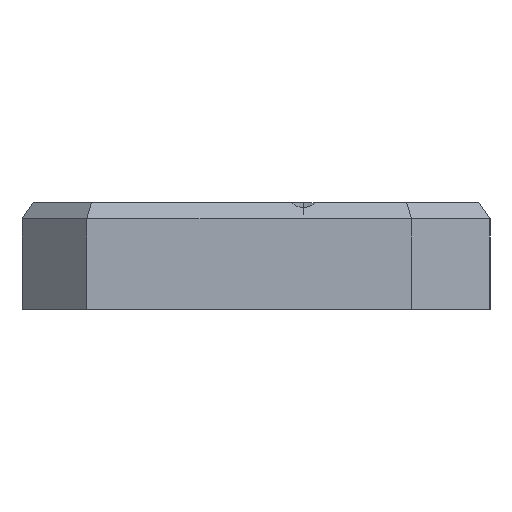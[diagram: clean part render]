
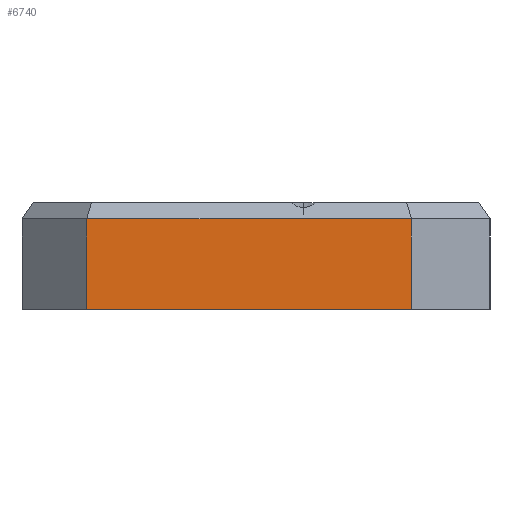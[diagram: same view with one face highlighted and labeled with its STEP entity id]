
A CAD part, left-side view. The second image highlights one B-rep face of the part: STEP entity #6740.
In plain terms, the highlighted planar face has unit normal (-1, 0, 0).
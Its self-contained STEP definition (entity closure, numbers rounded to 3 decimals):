
#5 = VECTOR ( 'NONE', #10066, 1000. ) ;
#1000 = EDGE_CURVE ( 'NONE', #14391, #12972, #2349, .T. ) ;
#1109 = VECTOR ( 'NONE', #6240, 1000. ) ;
#1686 = VECTOR ( 'NONE', #13360, 1000. ) ;
#2349 = LINE ( 'NONE', #5209, #5 ) ;
#3067 = DIRECTION ( 'NONE',  ( 1., 0., 0. ) ) ;
#4147 = EDGE_CURVE ( 'NONE', #14391, #6629, #13763, .T. ) ;
#4604 = PLANE ( 'NONE',  #10246 ) ;
#5209 = CARTESIAN_POINT ( 'NONE',  ( -134.597, 22.128, 186.569 ) ) ;
#5868 = EDGE_CURVE ( 'NONE', #6629, #13600, #20034, .T. ) ;
#6240 = DIRECTION ( 'NONE',  ( 0., 0., -1. ) ) ;
#6629 = VERTEX_POINT ( 'NONE', #9257 ) ;
#6740 = ADVANCED_FACE ( 'NONE', ( #18498 ), #4604, .F. ) ;
#6914 = ORIENTED_EDGE ( 'NONE', *, *, #1000, .F. ) ;
#7365 = CARTESIAN_POINT ( 'NONE',  ( -134.597, 22.128, 5.15 ) ) ;
#7550 = ORIENTED_EDGE ( 'NONE', *, *, #4147, .T. ) ;
#8434 = CARTESIAN_POINT ( 'NONE',  ( -134.597, 22.128, -6. ) ) ;
#9003 = CARTESIAN_POINT ( 'NONE',  ( -134.597, 62.192, -6. ) ) ;
#9257 = CARTESIAN_POINT ( 'NONE',  ( -134.597, 62.192, 5.15 ) ) ;
#10066 = DIRECTION ( 'NONE',  ( 0., 0., -1. ) ) ;
#10101 = ORIENTED_EDGE ( 'NONE', *, *, #18661, .F. ) ;
#10246 = AXIS2_PLACEMENT_3D ( 'NONE', #10782, #3067, #12004 ) ;
#10782 = CARTESIAN_POINT ( 'NONE',  ( -134.597, 62.192, 186.569 ) ) ;
#11576 = LINE ( 'NONE', #18070, #11621 ) ;
#11621 = VECTOR ( 'NONE', #17777, 1000. ) ;
#12004 = DIRECTION ( 'NONE',  ( 0., 0., -1. ) ) ;
#12972 = VERTEX_POINT ( 'NONE', #8434 ) ;
#13360 = DIRECTION ( 'NONE',  ( 0., 1., 0. ) ) ;
#13600 = VERTEX_POINT ( 'NONE', #9003 ) ;
#13763 = LINE ( 'NONE', #16915, #1686 ) ;
#14230 = ORIENTED_EDGE ( 'NONE', *, *, #5868, .T. ) ;
#14391 = VERTEX_POINT ( 'NONE', #7365 ) ;
#15670 = CARTESIAN_POINT ( 'NONE',  ( -134.597, 62.192, 186.569 ) ) ;
#16915 = CARTESIAN_POINT ( 'NONE',  ( -134.597, 62.192, 5.15 ) ) ;
#17777 = DIRECTION ( 'NONE',  ( 0., 1., 0. ) ) ;
#17844 = EDGE_LOOP ( 'NONE', ( #6914, #7550, #14230, #10101 ) ) ;
#18070 = CARTESIAN_POINT ( 'NONE',  ( -134.597, 0., -6. ) ) ;
#18498 = FACE_OUTER_BOUND ( 'NONE', #17844, .T. ) ;
#18661 = EDGE_CURVE ( 'NONE', #12972, #13600, #11576, .T. ) ;
#20034 = LINE ( 'NONE', #15670, #1109 ) ;
